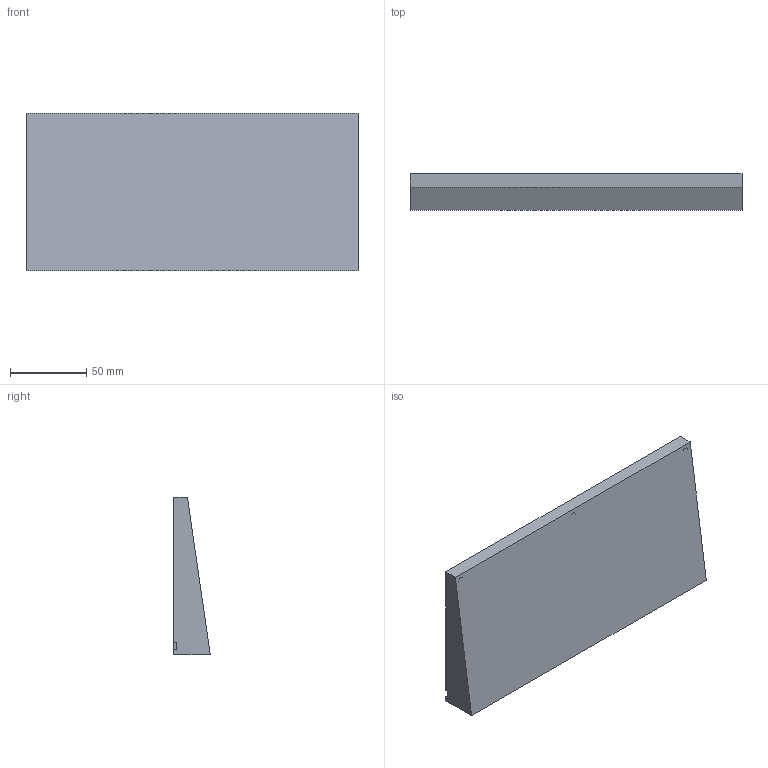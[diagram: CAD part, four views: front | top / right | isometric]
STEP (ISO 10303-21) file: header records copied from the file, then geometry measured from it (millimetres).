
FILE_DESCRIPTION (( 'STEP AP203' ), '1' );
FILE_NAME ('Body.STEP', '2022-12-10T04:34:15', ( '' ), ( '' ), 'SwSTEP 2.0', 'SolidWorks 2020', '' );
FILE_SCHEMA (( 'CONFIG_CONTROL_DESIGN' ));
Length unit declared in the file: millimetre
Products named in the file (1): Body
Bounding box: 217.96 x 24 x 103.66 mm (x, y, z)
Volume: 257053.3 mm3; surface area: 60976.6 mm2
Topology: 1 solids, 1 shells, 123 faces, 308 edges, 204 vertices
Faces by surface type: plane 83, cylinder 40
Entity records: 3747 total; most frequent: CARTESIAN_POINT 648, DIRECTION 624, ORIENTED_EDGE 616, EDGE_CURVE 308, LINE 232, VECTOR 232, VERTEX_POINT 204, AXIS2_PLACEMENT_3D 196
